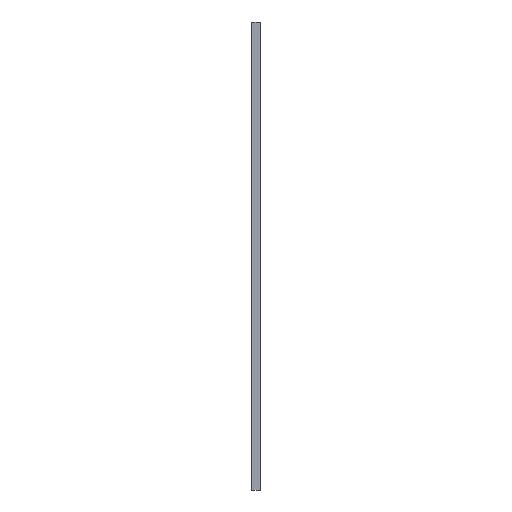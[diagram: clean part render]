
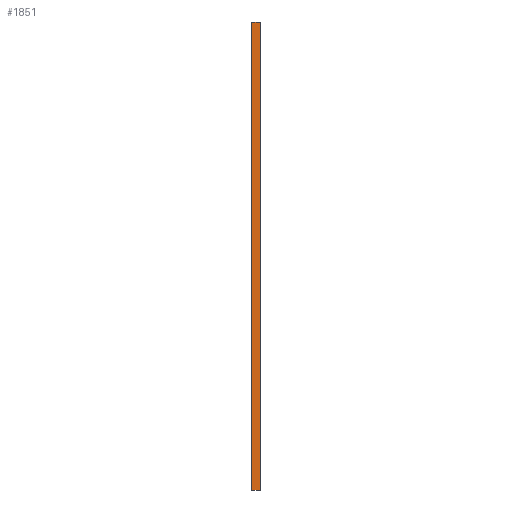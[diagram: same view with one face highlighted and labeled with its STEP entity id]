
A CAD part, left-side view. The second image highlights one B-rep face of the part: STEP entity #1851.
In plain terms, the highlighted planar face has unit normal (-1, 0, 0).
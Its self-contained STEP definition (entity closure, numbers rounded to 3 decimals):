
#113=PLANE('',#1977);
#203=FACE_OUTER_BOUND('',#299,.T.);
#299=EDGE_LOOP('',(#1662,#1663,#1664,#1665));
#547=LINE('',#2937,#793);
#548=LINE('',#2940,#794);
#549=LINE('',#2942,#795);
#550=LINE('',#2943,#796);
#793=VECTOR('',#2415,10.);
#794=VECTOR('',#2418,10.);
#795=VECTOR('',#2419,10.);
#796=VECTOR('',#2420,10.);
#980=VERTEX_POINT('',#2933);
#981=VERTEX_POINT('',#2935);
#982=VERTEX_POINT('',#2939);
#983=VERTEX_POINT('',#2941);
#1235=EDGE_CURVE('',#980,#981,#547,.T.);
#1236=EDGE_CURVE('',#980,#982,#548,.T.);
#1237=EDGE_CURVE('',#983,#981,#549,.T.);
#1238=EDGE_CURVE('',#982,#983,#550,.T.);
#1662=ORIENTED_EDGE('',*,*,#1236,.F.);
#1663=ORIENTED_EDGE('',*,*,#1235,.T.);
#1664=ORIENTED_EDGE('',*,*,#1237,.F.);
#1665=ORIENTED_EDGE('',*,*,#1238,.F.);
#1851=ADVANCED_FACE('',(#203),#113,.T.);
#1977=AXIS2_PLACEMENT_3D('',#2938,#2416,#2417);
#2415=DIRECTION('',(0.,-1.,0.));
#2416=DIRECTION('center_axis',(-1.,0.,0.));
#2417=DIRECTION('ref_axis',(0.,0.,-1.));
#2418=DIRECTION('',(0.,0.,1.));
#2419=DIRECTION('',(0.,0.,-1.));
#2420=DIRECTION('',(0.,-1.,0.));
#2933=CARTESIAN_POINT('',(-150.215,4.,114.276));
#2935=CARTESIAN_POINT('',(-150.215,0.,114.276));
#2937=CARTESIAN_POINT('',(-150.215,4.,114.276));
#2938=CARTESIAN_POINT('Origin',(-150.215,4.,322.276));
#2939=CARTESIAN_POINT('',(-150.215,4.,322.276));
#2940=CARTESIAN_POINT('',(-150.215,4.,114.276));
#2941=CARTESIAN_POINT('',(-150.215,0.,322.276));
#2942=CARTESIAN_POINT('',(-150.215,0.,114.276));
#2943=CARTESIAN_POINT('',(-150.215,4.,322.276));
